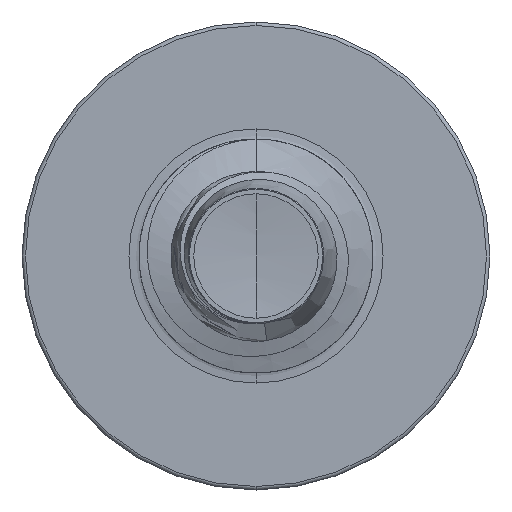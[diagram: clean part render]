
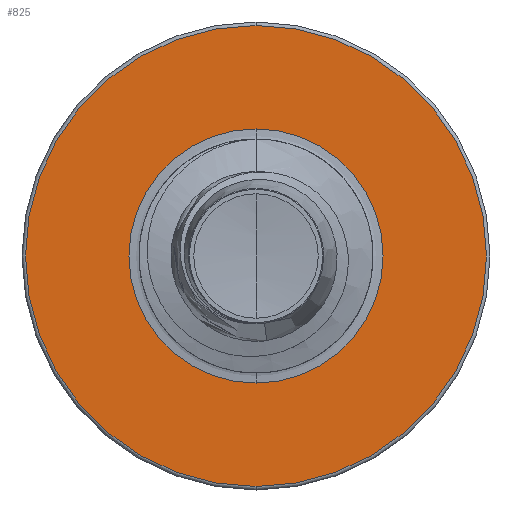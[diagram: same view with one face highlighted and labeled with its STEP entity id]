
A CAD part, front view. The second image highlights one B-rep face of the part: STEP entity #825.
In plain terms, the highlighted planar face has unit normal (0, -1, 0).
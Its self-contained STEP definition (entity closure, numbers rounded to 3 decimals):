
#72 = EDGE_CURVE ( 'NONE', #13011, #2076, #2405, .T. ) ;
#465 = ORIENTED_EDGE ( 'NONE', *, *, #2367, .T. ) ;
#793 = DIRECTION ( 'NONE',  ( 0., 0., 1. ) ) ;
#799 = DIRECTION ( 'NONE',  ( 0., 1., 0. ) ) ;
#813 = CARTESIAN_POINT ( 'NONE',  ( 0., 8., 0. ) ) ;
#825 = ADVANCED_FACE ( 'NONE', ( #2140, #1639 ), #9991, .F. ) ;
#1228 = AXIS2_PLACEMENT_3D ( 'NONE', #10215, #9977, #9959 ) ;
#1416 = CIRCLE ( 'NONE', #5166, 1.97 ) ;
#1639 = FACE_BOUND ( 'NONE', #5213, .T. ) ;
#1731 = VERTEX_POINT ( 'NONE', #3355 ) ;
#1761 = DIRECTION ( 'NONE',  ( 0., 1., 0. ) ) ;
#2076 = VERTEX_POINT ( 'NONE', #2313 ) ;
#2140 = FACE_OUTER_BOUND ( 'NONE', #10178, .T. ) ;
#2313 = CARTESIAN_POINT ( 'NONE',  ( 0., 8., 1.086 ) ) ;
#2367 = EDGE_CURVE ( 'NONE', #2076, #13011, #12744, .T. ) ;
#2405 = CIRCLE ( 'NONE', #3793, 1.086 ) ;
#3042 = CARTESIAN_POINT ( 'NONE',  ( 0., 8., -1.97 ) ) ;
#3355 = CARTESIAN_POINT ( 'NONE',  ( 0., 8., 1.97 ) ) ;
#3793 = AXIS2_PLACEMENT_3D ( 'NONE', #5781, #1761, #7013 ) ;
#4530 = ORIENTED_EDGE ( 'NONE', *, *, #72, .T. ) ;
#5166 = AXIS2_PLACEMENT_3D ( 'NONE', #6522, #14579, #7718 ) ;
#5213 = EDGE_LOOP ( 'NONE', ( #465, #4530 ) ) ;
#5253 = CARTESIAN_POINT ( 'NONE',  ( 0., 8., 0. ) ) ;
#5781 = CARTESIAN_POINT ( 'NONE',  ( 0., 8., 0. ) ) ;
#5880 = AXIS2_PLACEMENT_3D ( 'NONE', #5253, #13432, #6480 ) ;
#6357 = CARTESIAN_POINT ( 'NONE',  ( 0., 8., -1.086 ) ) ;
#6480 = DIRECTION ( 'NONE',  ( 0., 0., 1. ) ) ;
#6522 = CARTESIAN_POINT ( 'NONE',  ( 0., 8., 0. ) ) ;
#6542 = CIRCLE ( 'NONE', #5880, 1.97 ) ;
#6836 = EDGE_CURVE ( 'NONE', #1731, #13960, #1416, .T. ) ;
#7013 = DIRECTION ( 'NONE',  ( 0., 0., 1. ) ) ;
#7718 = DIRECTION ( 'NONE',  ( 0., 0., 1. ) ) ;
#9262 = AXIS2_PLACEMENT_3D ( 'NONE', #813, #799, #793 ) ;
#9959 = DIRECTION ( 'NONE',  ( 0., 0., 1. ) ) ;
#9977 = DIRECTION ( 'NONE',  ( 0., 1., 0. ) ) ;
#9991 = PLANE ( 'NONE',  #1228 ) ;
#10178 = EDGE_LOOP ( 'NONE', ( #13439, #10854 ) ) ;
#10215 = CARTESIAN_POINT ( 'NONE',  ( 0., 8., -1.086 ) ) ;
#10854 = ORIENTED_EDGE ( 'NONE', *, *, #10861, .F. ) ;
#10861 = EDGE_CURVE ( 'NONE', #13960, #1731, #6542, .T. ) ;
#12744 = CIRCLE ( 'NONE', #9262, 1.086 ) ;
#13011 = VERTEX_POINT ( 'NONE', #6357 ) ;
#13432 = DIRECTION ( 'NONE',  ( 0., 1., 0. ) ) ;
#13439 = ORIENTED_EDGE ( 'NONE', *, *, #6836, .F. ) ;
#13960 = VERTEX_POINT ( 'NONE', #3042 ) ;
#14579 = DIRECTION ( 'NONE',  ( 0., 1., 0. ) ) ;
